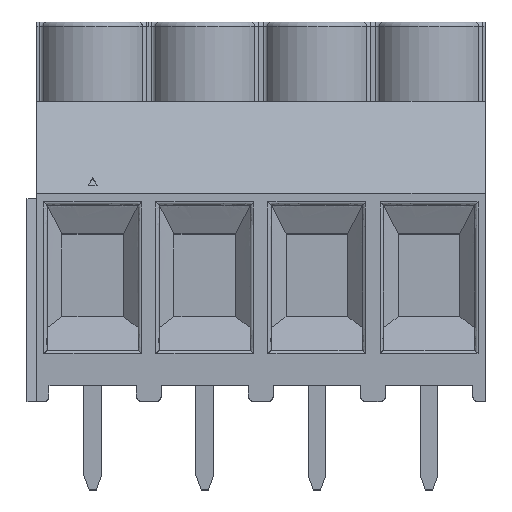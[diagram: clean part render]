
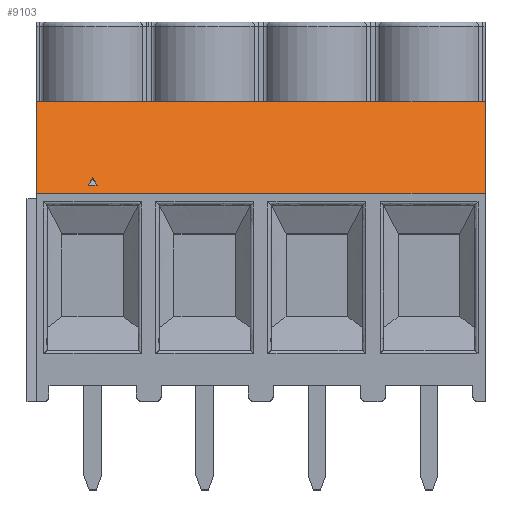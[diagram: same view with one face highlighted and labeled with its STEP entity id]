
A CAD part, top view. The second image highlights one B-rep face of the part: STEP entity #9103.
In plain terms, the highlighted planar face has unit normal (0, 0.454, 0.891).
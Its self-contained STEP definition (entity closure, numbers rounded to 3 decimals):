
#1282 = ORIENTED_EDGE ( 'NONE', *, *, #4469, .F. ) ;
#2239 = CARTESIAN_POINT ( 'NONE',  ( 3.425, 12.245, 11.923 ) ) ;
#2529 = LINE ( 'NONE', #5235, #16074 ) ;
#2596 = CARTESIAN_POINT ( 'NONE',  ( 25.4, 11.8, 12.15 ) ) ;
#2722 = VERTEX_POINT ( 'NONE', #14083 ) ;
#3071 = CARTESIAN_POINT ( 'NONE',  ( 25.4, 17., 9.5 ) ) ;
#4469 = EDGE_CURVE ( 'NONE', #24497, #2722, #31359, .T. ) ;
#4814 = EDGE_CURVE ( 'NONE', #29240, #21559, #28747, .T. ) ;
#5008 = PLANE ( 'NONE',  #8877 ) ;
#5185 = VECTOR ( 'NONE', #15867, 1000. ) ;
#5235 = CARTESIAN_POINT ( 'NONE',  ( 25.4, 17., 9.5 ) ) ;
#5248 = ORIENTED_EDGE ( 'NONE', *, *, #11056, .F. ) ;
#5431 = DIRECTION ( 'NONE',  ( -1., 0., 0. ) ) ;
#5966 = CARTESIAN_POINT ( 'NONE',  ( 25.4, 17., 9.5 ) ) ;
#7166 = VECTOR ( 'NONE', #19718, 1000. ) ;
#8127 = LINE ( 'NONE', #28943, #8631 ) ;
#8534 = ORIENTED_EDGE ( 'NONE', *, *, #10227, .T. ) ;
#8631 = VECTOR ( 'NONE', #14090, 1000. ) ;
#8877 = AXIS2_PLACEMENT_3D ( 'NONE', #14702, #15213, #19989 ) ;
#9103 = ADVANCED_FACE ( 'NONE', ( #28493, #30723 ), #5008, .F. ) ;
#9281 = LINE ( 'NONE', #33010, #7166 ) ;
#10227 = EDGE_CURVE ( 'NONE', #21559, #2722, #11008, .T. ) ;
#10517 = CARTESIAN_POINT ( 'NONE',  ( 25.4, 11.8, 12.15 ) ) ;
#11008 = LINE ( 'NONE', #13904, #15329 ) ;
#11056 = EDGE_CURVE ( 'NONE', #13475, #22055, #9281, .T. ) ;
#11100 = EDGE_LOOP ( 'NONE', ( #20875, #14314, #5248 ) ) ;
#13404 = EDGE_CURVE ( 'NONE', #29240, #24497, #2529, .T. ) ;
#13475 = VERTEX_POINT ( 'NONE', #21237 ) ;
#13904 = CARTESIAN_POINT ( 'NONE',  ( 0., 17., 9.5 ) ) ;
#14083 = CARTESIAN_POINT ( 'NONE',  ( 0., 11.8, 12.15 ) ) ;
#14090 = DIRECTION ( 'NONE',  ( -0.447, 0.797, -0.406 ) ) ;
#14314 = ORIENTED_EDGE ( 'NONE', *, *, #16152, .F. ) ;
#14391 = VECTOR ( 'NONE', #29674, 1000. ) ;
#14702 = CARTESIAN_POINT ( 'NONE',  ( 25.4, 17., 9.5 ) ) ;
#15213 = DIRECTION ( 'NONE',  ( 0., -0.454, -0.891 ) ) ;
#15329 = VECTOR ( 'NONE', #32330, 1000. ) ;
#15867 = DIRECTION ( 'NONE',  ( -1., 0., 0. ) ) ;
#16074 = VECTOR ( 'NONE', #23122, 1000. ) ;
#16152 = EDGE_CURVE ( 'NONE', #22055, #33698, #22022, .T. ) ;
#19718 = DIRECTION ( 'NONE',  ( -0.447, -0.797, 0.406 ) ) ;
#19989 = DIRECTION ( 'NONE',  ( 0., 0.891, -0.454 ) ) ;
#20875 = ORIENTED_EDGE ( 'NONE', *, *, #25197, .F. ) ;
#21237 = CARTESIAN_POINT ( 'NONE',  ( 3.175, 12.691, 11.696 ) ) ;
#21487 = CARTESIAN_POINT ( 'NONE',  ( 2.925, 12.245, 11.923 ) ) ;
#21559 = VERTEX_POINT ( 'NONE', #28866 ) ;
#22022 = LINE ( 'NONE', #32242, #14391 ) ;
#22055 = VERTEX_POINT ( 'NONE', #21487 ) ;
#23122 = DIRECTION ( 'NONE',  ( 0., -0.891, 0.454 ) ) ;
#23806 = ORIENTED_EDGE ( 'NONE', *, *, #13404, .F. ) ;
#24497 = VERTEX_POINT ( 'NONE', #2596 ) ;
#25197 = EDGE_CURVE ( 'NONE', #33698, #13475, #8127, .T. ) ;
#25616 = EDGE_LOOP ( 'NONE', ( #8534, #1282, #23806, #32211 ) ) ;
#28493 = FACE_BOUND ( 'NONE', #11100, .T. ) ;
#28591 = VECTOR ( 'NONE', #5431, 1000. ) ;
#28747 = LINE ( 'NONE', #3071, #28591 ) ;
#28866 = CARTESIAN_POINT ( 'NONE',  ( 0., 17., 9.5 ) ) ;
#28943 = CARTESIAN_POINT ( 'NONE',  ( 3.425, 12.245, 11.923 ) ) ;
#29240 = VERTEX_POINT ( 'NONE', #5966 ) ;
#29674 = DIRECTION ( 'NONE',  ( 1., 0., 0. ) ) ;
#30723 = FACE_OUTER_BOUND ( 'NONE', #25616, .T. ) ;
#31359 = LINE ( 'NONE', #10517, #5185 ) ;
#32211 = ORIENTED_EDGE ( 'NONE', *, *, #4814, .T. ) ;
#32242 = CARTESIAN_POINT ( 'NONE',  ( 2.925, 12.245, 11.923 ) ) ;
#32330 = DIRECTION ( 'NONE',  ( 0., -0.891, 0.454 ) ) ;
#33010 = CARTESIAN_POINT ( 'NONE',  ( 3.175, 12.691, 11.696 ) ) ;
#33698 = VERTEX_POINT ( 'NONE', #2239 ) ;
